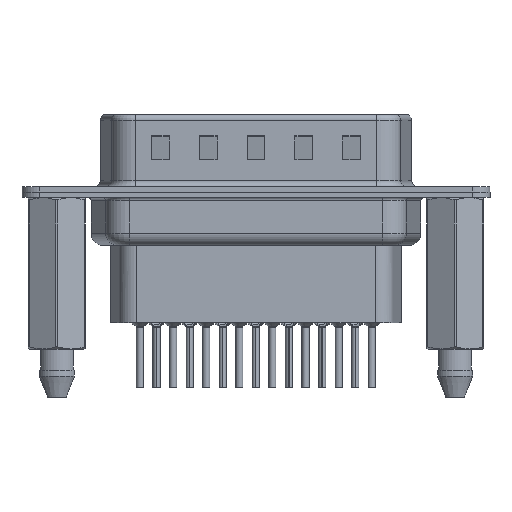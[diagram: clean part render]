
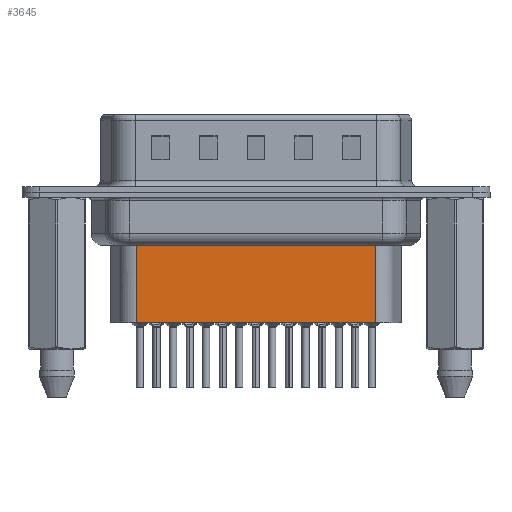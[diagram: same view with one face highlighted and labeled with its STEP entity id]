
A CAD part, front view. The second image highlights one B-rep face of the part: STEP entity #3645.
In plain terms, the highlighted planar face has unit normal (0, -1, 0).
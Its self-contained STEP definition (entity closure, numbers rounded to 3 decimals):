
#1715 = CARTESIAN_POINT ( 'NONE',  ( 26.619, -3.5, -10.95 ) ) ;
#1894 = LINE ( 'NONE', #9473, #16970 ) ;
#2315 = ORIENTED_EDGE ( 'NONE', *, *, #6747, .T. ) ;
#3309 = LINE ( 'NONE', #9413, #21681 ) ;
#3450 = DIRECTION ( 'NONE',  ( 0., 0., -1. ) ) ;
#3645 = ADVANCED_FACE ( 'NONE', ( #15401 ), #16973, .T. ) ;
#4043 = ORIENTED_EDGE ( 'NONE', *, *, #21596, .T. ) ;
#4349 = VERTEX_POINT ( 'NONE', #6967 ) ;
#4440 = DIRECTION ( 'NONE',  ( 1., 0., 0. ) ) ;
#4997 = ORIENTED_EDGE ( 'NONE', *, *, #8523, .F. ) ;
#5998 = CARTESIAN_POINT ( 'NONE',  ( 6.681, -3.5, -3.1 ) ) ;
#6081 = VECTOR ( 'NONE', #3450, 1000. ) ;
#6416 = EDGE_LOOP ( 'NONE', ( #4997, #2315, #4043, #8365 ) ) ;
#6747 = EDGE_CURVE ( 'NONE', #21898, #4349, #14731, .T. ) ;
#6967 = CARTESIAN_POINT ( 'NONE',  ( 6.681, -3.5, -4.097 ) ) ;
#8365 = ORIENTED_EDGE ( 'NONE', *, *, #13844, .F. ) ;
#8523 = EDGE_CURVE ( 'NONE', #21898, #20210, #1894, .T. ) ;
#9413 = CARTESIAN_POINT ( 'NONE',  ( 6.681, -3.5, -10.95 ) ) ;
#9473 = CARTESIAN_POINT ( 'NONE',  ( 26.619, -3.5, -3.1 ) ) ;
#11084 = DIRECTION ( 'NONE',  ( -1., 0., 0. ) ) ;
#11661 = DIRECTION ( 'NONE',  ( 0., 0., -1. ) ) ;
#11879 = CARTESIAN_POINT ( 'NONE',  ( 6.681, -3.5, -3.1 ) ) ;
#12192 = CARTESIAN_POINT ( 'NONE',  ( 6.681, -3.5, -10.95 ) ) ;
#13844 = EDGE_CURVE ( 'NONE', #20210, #19164, #3309, .T. ) ;
#14086 = AXIS2_PLACEMENT_3D ( 'NONE', #11879, #21089, #4440 ) ;
#14731 = LINE ( 'NONE', #19936, #15735 ) ;
#15401 = FACE_OUTER_BOUND ( 'NONE', #6416, .T. ) ;
#15735 = VECTOR ( 'NONE', #11084, 1000. ) ;
#16970 = VECTOR ( 'NONE', #11661, 1000. ) ;
#16973 = PLANE ( 'NONE',  #14086 ) ;
#19164 = VERTEX_POINT ( 'NONE', #12192 ) ;
#19936 = CARTESIAN_POINT ( 'NONE',  ( 6.434, -3.5, -4.097 ) ) ;
#20210 = VERTEX_POINT ( 'NONE', #1715 ) ;
#21089 = DIRECTION ( 'NONE',  ( 0., -1., 0. ) ) ;
#21596 = EDGE_CURVE ( 'NONE', #4349, #19164, #23736, .T. ) ;
#21681 = VECTOR ( 'NONE', #21911, 1000. ) ;
#21898 = VERTEX_POINT ( 'NONE', #21992 ) ;
#21911 = DIRECTION ( 'NONE',  ( -1., 0., 0. ) ) ;
#21992 = CARTESIAN_POINT ( 'NONE',  ( 26.619, -3.5, -4.097 ) ) ;
#23736 = LINE ( 'NONE', #5998, #6081 ) ;
